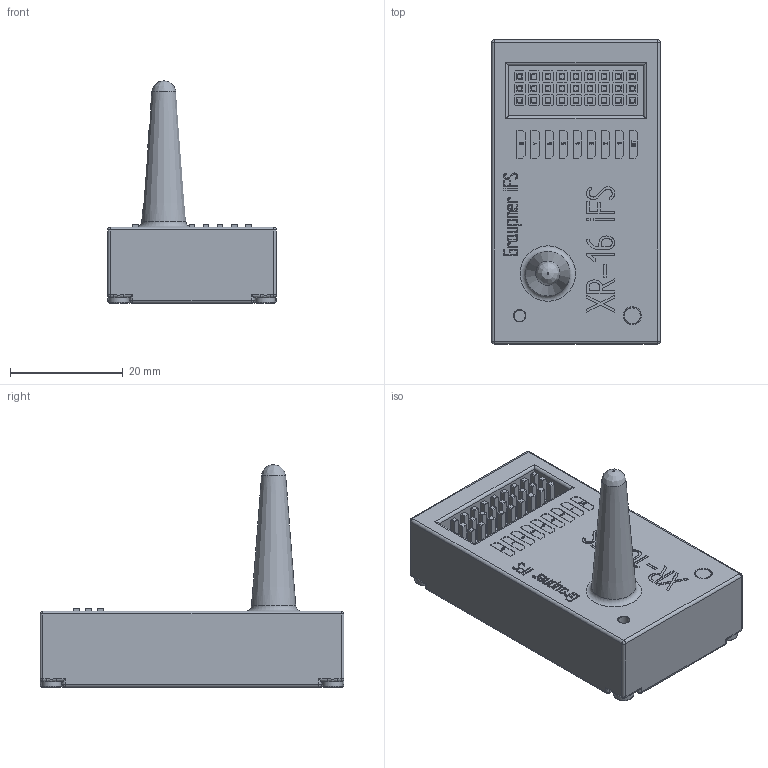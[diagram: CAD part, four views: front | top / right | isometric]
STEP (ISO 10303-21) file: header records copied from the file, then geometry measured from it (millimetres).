
FILE_DESCRIPTION( ( 'Unknown' ), '1' );
FILE_NAME( 'Graupner XR-16 iFS.stp', 'Unknown', ( 'Unknown' ), ( 'Unknown' ), 'PSStep 14.0', 'Unknown', ' ' );
FILE_SCHEMA( ( 'AUTOMOTIVE_DESIGN { 1 0 10303 214 1 1 1 1 }' ) );
Length unit declared in the file: millimetre
Products named in the file (1): 1
Bounding box: 30 x 54 x 39.5 mm (x, y, z)
Volume: 21207.2 mm3; surface area: 7353.8 mm2
Topology: 1 solids, 1 shells, 1018 faces, 2525 edges, 1608 vertices
Faces by surface type: plane 851, cylinder 65, extrusion 64, sphere 16, torus 11, bspline 9, cone 2
Full cylindrical faces by diameter (mm): 2 x1, 2.99 x1, 3 x1, 3.5 x4
Entity records: 40291 total; most frequent: CARTESIAN_POINT 8412, ORIENTED_EDGE 4962, DIRECTION 4442, EDGE_CURVE 2481, VECTOR 2268, LINE 2204, VERTEX_POINT 1599, EDGE_LOOP 1152
